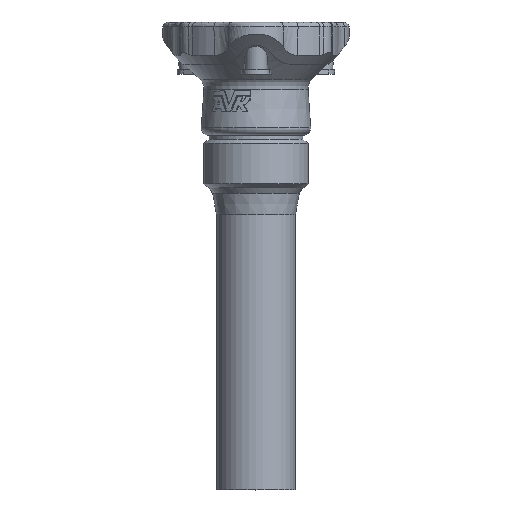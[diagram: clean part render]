
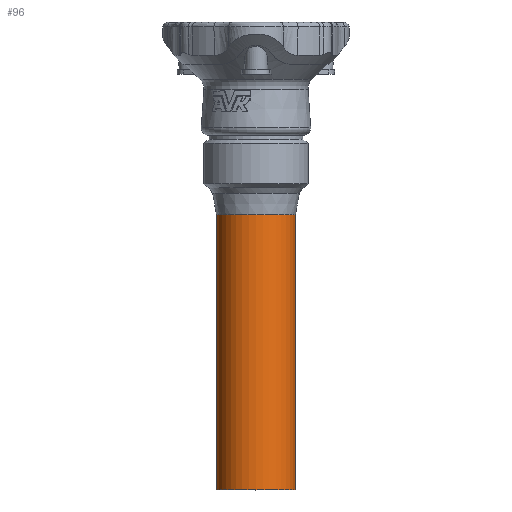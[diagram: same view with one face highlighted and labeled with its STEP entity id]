
A CAD part, top view. The second image highlights one B-rep face of the part: STEP entity #96.
In plain terms, the highlighted cylindrical face has radius 45 mm (diameter 90 mm), a full revolution.
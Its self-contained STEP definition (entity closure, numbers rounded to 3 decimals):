
#96 = ADVANCED_FACE ( 'NONE', ( #6488, #6499 ), #6501, .T. ) ;
#1043 = CARTESIAN_POINT ( 'NONE',  ( 28.676, 53.008, 157.323 ) ) ;
#1044 = DIRECTION ( 'NONE',  ( 0., 1., 0. ) ) ;
#1045 = DIRECTION ( 'NONE',  ( 0.5, 0., -0.866 ) ) ;
#1128 = CARTESIAN_POINT ( 'NONE',  ( 28.676, -260.74, 157.323 ) ) ;
#1129 = DIRECTION ( 'NONE',  ( 0., 1., 0. ) ) ;
#1130 = DIRECTION ( 'NONE',  ( 0.5, 0., -0.866 ) ) ;
#1323 = AXIS2_PLACEMENT_3D ( 'NONE', #1128, #1129, #1130 ) ;
#3228 = CARTESIAN_POINT ( 'NONE',  ( 51.176, 53.008, 118.352 ) ) ;
#3231 = CARTESIAN_POINT ( 'NONE',  ( 51.176, -260.74, 118.352 ) ) ;
#5078 = DIRECTION ( 'NONE',  ( 0.5, 0., -0.866 ) ) ;
#5080 = CARTESIAN_POINT ( 'NONE',  ( 28.676, 125.073, 157.323 ) ) ;
#5081 = DIRECTION ( 'NONE',  ( 0., 1., 0. ) ) ;
#5883 = AXIS2_PLACEMENT_3D ( 'NONE', #1043, #1044, #1045 ) ;
#6488 = FACE_OUTER_BOUND ( 'NONE', #8008, .T. ) ;
#6499 = FACE_OUTER_BOUND ( 'NONE', #8461, .T. ) ;
#6501 = CYLINDRICAL_SURFACE ( 'NONE', #8506, 45. ) ;
#7233 = CIRCLE ( 'NONE', #5883, 45. ) ;
#7240 = CIRCLE ( 'NONE', #1323, 45. ) ;
#7328 = VERTEX_POINT ( 'NONE', #3228 ) ;
#7331 = VERTEX_POINT ( 'NONE', #3231 ) ;
#7820 = EDGE_CURVE ( 'NONE', #7328, #7328, #7233, .T. ) ;
#7834 = EDGE_CURVE ( 'NONE', #7331, #7331, #7240, .T. ) ;
#8008 = EDGE_LOOP ( 'NONE', ( #9333 ) ) ;
#8461 = EDGE_LOOP ( 'NONE', ( #9307 ) ) ;
#8506 = AXIS2_PLACEMENT_3D ( 'NONE', #5080, #5081, #5078 ) ;
#9307 = ORIENTED_EDGE ( 'NONE', *, *, #7834, .T. ) ;
#9333 = ORIENTED_EDGE ( 'NONE', *, *, #7820, .F. ) ;
